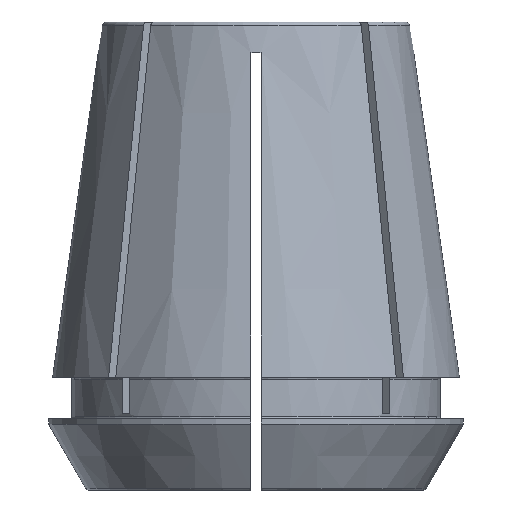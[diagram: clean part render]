
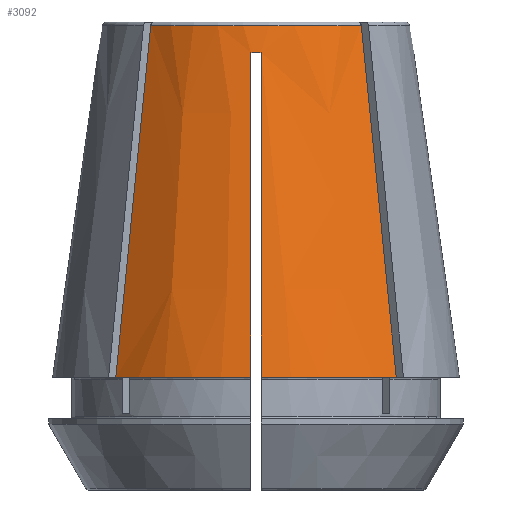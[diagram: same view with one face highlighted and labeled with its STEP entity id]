
A CAD part, left-side view. The second image highlights one B-rep face of the part: STEP entity #3092.
In plain terms, the highlighted conical face has half-angle 8 degrees and reference radius 15.095 mm.
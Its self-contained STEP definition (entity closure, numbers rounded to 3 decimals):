
#28=CONICAL_SURFACE('',#3365,15.095,0.14);
#149=CIRCLE('',#3255,15.517);
#220=CIRCLE('',#3366,15.144);
#221=CIRCLE('',#3367,20.);
#222=CIRCLE('',#3368,20.);
#1138=ORIENTED_EDGE('',*,*,#2056,.F.);
#1139=ORIENTED_EDGE('',*,*,#2057,.T.);
#1140=ORIENTED_EDGE('',*,*,#2058,.T.);
#1141=ORIENTED_EDGE('',*,*,#2059,.F.);
#1142=ORIENTED_EDGE('',*,*,#1902,.F.);
#1143=ORIENTED_EDGE('',*,*,#1898,.T.);
#1144=ORIENTED_EDGE('',*,*,#2060,.T.);
#1145=ORIENTED_EDGE('',*,*,#1877,.F.);
#1877=EDGE_CURVE('',#2364,#2365,#2577,.T.);
#1898=EDGE_CURVE('',#2386,#2385,#2584,.T.);
#1902=EDGE_CURVE('',#2386,#2389,#149,.T.);
#2056=EDGE_CURVE('',#2496,#2364,#220,.T.);
#2057=EDGE_CURVE('',#2496,#2497,#2621,.T.);
#2058=EDGE_CURVE('',#2497,#2498,#221,.T.);
#2059=EDGE_CURVE('',#2389,#2498,#2622,.T.);
#2060=EDGE_CURVE('',#2385,#2365,#222,.T.);
#2364=VERTEX_POINT('',#5002);
#2365=VERTEX_POINT('',#5010);
#2385=VERTEX_POINT('',#5069);
#2386=VERTEX_POINT('',#5080);
#2389=VERTEX_POINT('',#5091);
#2496=VERTEX_POINT('',#5515);
#2497=VERTEX_POINT('',#5523);
#2498=VERTEX_POINT('',#5525);
#2577=B_SPLINE_CURVE_WITH_KNOTS('',3,(#5003,#5004,#5005,#5006,#5007,#5008,
#5009),.UNSPECIFIED.,.F.,.F.,(4,3,4),(0.,0.027,
0.035),.UNSPECIFIED.);
#2584=B_SPLINE_CURVE_WITH_KNOTS('',3,(#5070,#5071,#5072,#5073,#5074,#5075,
#5076,#5077,#5078,#5079),.UNSPECIFIED.,.F.,.F.,(4,3,3,4),(0.024,
0.028,0.056,0.057),.UNSPECIFIED.);
#2621=B_SPLINE_CURVE_WITH_KNOTS('',3,(#5516,#5517,#5518,#5519,#5520,#5521,
#5522),.UNSPECIFIED.,.F.,.F.,(4,3,4),(0.,0.027,
0.035),.UNSPECIFIED.);
#2622=B_SPLINE_CURVE_WITH_KNOTS('',3,(#5526,#5527,#5528,#5529,#5530,#5531,
#5532,#5533,#5534,#5535),.UNSPECIFIED.,.F.,.F.,(4,3,3,4),(0.024,
0.028,0.056,0.057),.UNSPECIFIED.);
#2696=EDGE_LOOP('',(#1138,#1139,#1140,#1141,#1142,#1143,#1144,#1145));
#2864=FACE_BOUND('',#2696,.T.);
#3092=ADVANCED_FACE('',(#2864),#28,.T.);
#3255=AXIS2_PLACEMENT_3D('',#5090,#3766,#3767);
#3365=AXIS2_PLACEMENT_3D('',#5513,#4034,#4035);
#3366=AXIS2_PLACEMENT_3D('',#5514,#4036,#4037);
#3367=AXIS2_PLACEMENT_3D('',#5524,#4038,#4039);
#3368=AXIS2_PLACEMENT_3D('',#5536,#4040,#4041);
#3766=DIRECTION('',(0.,0.,-1.));
#3767=DIRECTION('',(-1.,0.,0.));
#4034=DIRECTION('',(0.,0.,-1.));
#4035=DIRECTION('',(-1.,0.,0.));
#4036=DIRECTION('',(0.,0.,1.));
#4037=DIRECTION('',(1.,0.,0.));
#4038=DIRECTION('',(0.,0.,1.));
#4039=DIRECTION('',(1.,0.,0.));
#4040=DIRECTION('',(0.,0.,1.));
#4041=DIRECTION('',(1.,0.,0.));
#5002=CARTESIAN_POINT('',(-11.056,-10.349,38.656));
#5003=CARTESIAN_POINT('',(-11.056,-10.349,38.656));
#5004=CARTESIAN_POINT('',(-11.928,-11.221,29.88));
#5005=CARTESIAN_POINT('',(-12.801,-12.094,21.104));
#5006=CARTESIAN_POINT('',(-13.673,-12.966,12.328));
#5007=CARTESIAN_POINT('',(-13.946,-13.239,9.585));
#5008=CARTESIAN_POINT('',(-14.219,-13.512,6.843));
#5009=CARTESIAN_POINT('',(-14.491,-13.784,4.1));
#5010=CARTESIAN_POINT('',(-14.491,-13.784,4.1));
#5069=CARTESIAN_POINT('',(-19.994,-0.5,4.1));
#5070=CARTESIAN_POINT('',(-15.509,-0.5,36.));
#5071=CARTESIAN_POINT('',(-15.689,-0.5,34.72));
#5072=CARTESIAN_POINT('',(-15.869,-0.5,33.44));
#5073=CARTESIAN_POINT('',(-16.049,-0.5,32.16));
#5074=CARTESIAN_POINT('',(-17.357,-0.5,22.855));
#5075=CARTESIAN_POINT('',(-18.665,-0.5,13.55));
#5076=CARTESIAN_POINT('',(-19.973,-0.5,4.245));
#5077=CARTESIAN_POINT('',(-19.98,-0.5,4.197));
#5078=CARTESIAN_POINT('',(-19.987,-0.5,4.148));
#5079=CARTESIAN_POINT('',(-19.994,-0.5,4.1));
#5080=CARTESIAN_POINT('',(-15.509,-0.5,36.));
#5090=CARTESIAN_POINT('',(0.,0.,36.));
#5091=CARTESIAN_POINT('',(-15.509,0.5,36.));
#5513=CARTESIAN_POINT('',(0.,0.,39.));
#5514=CARTESIAN_POINT('',(0.,0.,38.656));
#5515=CARTESIAN_POINT('',(-11.056,10.349,38.656));
#5516=CARTESIAN_POINT('',(-11.056,10.349,38.656));
#5517=CARTESIAN_POINT('',(-11.928,11.221,29.88));
#5518=CARTESIAN_POINT('',(-12.801,12.094,21.104));
#5519=CARTESIAN_POINT('',(-13.673,12.966,12.328));
#5520=CARTESIAN_POINT('',(-13.946,13.239,9.585));
#5521=CARTESIAN_POINT('',(-14.219,13.512,6.843));
#5522=CARTESIAN_POINT('',(-14.491,13.784,4.1));
#5523=CARTESIAN_POINT('',(-14.491,13.784,4.1));
#5524=CARTESIAN_POINT('',(0.,0.,4.1));
#5525=CARTESIAN_POINT('',(-19.994,0.5,4.1));
#5526=CARTESIAN_POINT('',(-15.509,0.5,36.));
#5527=CARTESIAN_POINT('',(-15.689,0.5,34.72));
#5528=CARTESIAN_POINT('',(-15.869,0.5,33.44));
#5529=CARTESIAN_POINT('',(-16.049,0.5,32.16));
#5530=CARTESIAN_POINT('',(-17.357,0.5,22.855));
#5531=CARTESIAN_POINT('',(-18.665,0.5,13.55));
#5532=CARTESIAN_POINT('',(-19.973,0.5,4.245));
#5533=CARTESIAN_POINT('',(-19.98,0.5,4.197));
#5534=CARTESIAN_POINT('',(-19.987,0.5,4.148));
#5535=CARTESIAN_POINT('',(-19.994,0.5,4.1));
#5536=CARTESIAN_POINT('',(0.,0.,4.1));
